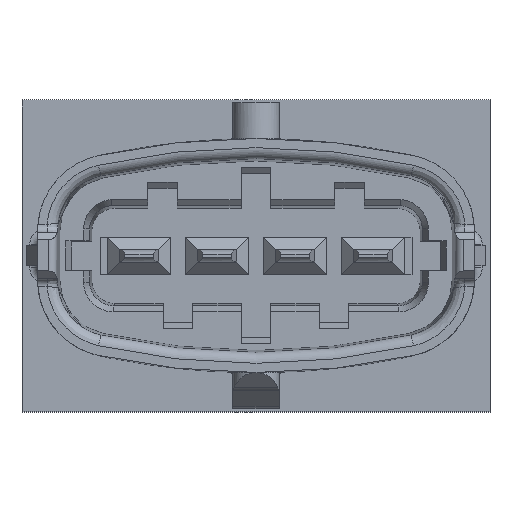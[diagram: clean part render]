
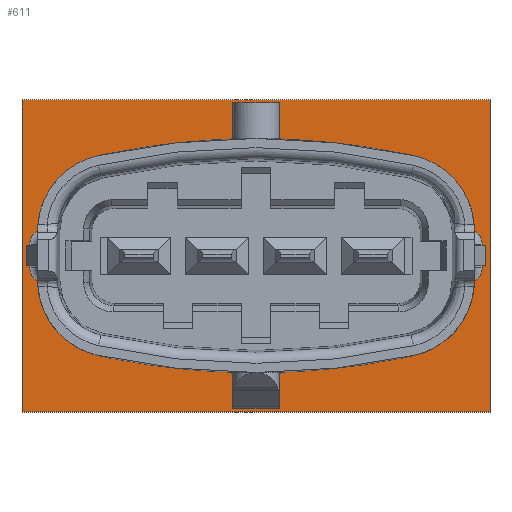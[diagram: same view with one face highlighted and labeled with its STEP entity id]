
A CAD part, top view. The second image highlights one B-rep face of the part: STEP entity #611.
In plain terms, the highlighted planar face has unit normal (0, 0, 1).
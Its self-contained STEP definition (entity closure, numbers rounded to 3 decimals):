
#212=CIRCLE('',#5808,4.);
#213=CIRCLE('',#5809,1.);
#214=CIRCLE('',#5810,47.67);
#215=CIRCLE('',#5811,1.);
#216=CIRCLE('',#5812,4.);
#217=CIRCLE('',#5813,1.);
#218=CIRCLE('',#5814,1.);
#219=CIRCLE('',#5815,4.);
#220=CIRCLE('',#5816,1.);
#221=CIRCLE('',#5817,47.67);
#222=CIRCLE('',#5818,1.);
#223=CIRCLE('',#5819,4.);
#224=CIRCLE('',#5820,1.);
#225=CIRCLE('',#5821,1.);
#498=FACE_BOUND('',#1435,.T.);
#499=FACE_BOUND('',#1436,.T.);
#611=ADVANCED_FACE('PARTBODY',(#498,#499),#906,.T.);
#906=PLANE('',#5822);
#1435=EDGE_LOOP('',(#2256,#2257,#2258,#2259,#2260,#2261,#2262,#2263,#2264,
#2265,#2266,#2267,#2268,#2269,#2270,#2271,#2272,#2273,#2274,#2275,#2276,
#2277,#2278,#2279,#2280,#2281,#2282,#2283));
#1436=EDGE_LOOP('',(#2284,#2285,#2286,#2287));
#2256=ORIENTED_EDGE('',*,*,#4178,.T.);
#2257=ORIENTED_EDGE('',*,*,#4179,.T.);
#2258=ORIENTED_EDGE('',*,*,#4180,.T.);
#2259=ORIENTED_EDGE('',*,*,#4181,.T.);
#2260=ORIENTED_EDGE('',*,*,#4182,.T.);
#2261=ORIENTED_EDGE('',*,*,#4183,.T.);
#2262=ORIENTED_EDGE('',*,*,#4184,.T.);
#2263=ORIENTED_EDGE('',*,*,#4185,.T.);
#2264=ORIENTED_EDGE('',*,*,#4186,.T.);
#2265=ORIENTED_EDGE('',*,*,#4187,.T.);
#2266=ORIENTED_EDGE('',*,*,#4188,.T.);
#2267=ORIENTED_EDGE('',*,*,#4189,.T.);
#2268=ORIENTED_EDGE('',*,*,#4190,.T.);
#2269=ORIENTED_EDGE('',*,*,#4191,.T.);
#2270=ORIENTED_EDGE('',*,*,#4192,.T.);
#2271=ORIENTED_EDGE('',*,*,#4193,.T.);
#2272=ORIENTED_EDGE('',*,*,#4194,.T.);
#2273=ORIENTED_EDGE('',*,*,#4195,.T.);
#2274=ORIENTED_EDGE('',*,*,#4196,.T.);
#2275=ORIENTED_EDGE('',*,*,#4197,.T.);
#2276=ORIENTED_EDGE('',*,*,#4198,.T.);
#2277=ORIENTED_EDGE('',*,*,#4199,.T.);
#2278=ORIENTED_EDGE('',*,*,#4200,.T.);
#2279=ORIENTED_EDGE('',*,*,#4201,.T.);
#2280=ORIENTED_EDGE('',*,*,#4202,.T.);
#2281=ORIENTED_EDGE('',*,*,#4203,.T.);
#2282=ORIENTED_EDGE('',*,*,#4204,.T.);
#2283=ORIENTED_EDGE('',*,*,#4205,.T.);
#2284=ORIENTED_EDGE('',*,*,#4126,.F.);
#2285=ORIENTED_EDGE('',*,*,#4124,.F.);
#2286=ORIENTED_EDGE('',*,*,#4122,.F.);
#2287=ORIENTED_EDGE('',*,*,#4120,.F.);
#3530=VERTEX_POINT('',#8568);
#3531=VERTEX_POINT('',#8570);
#3532=VERTEX_POINT('',#8574);
#3533=VERTEX_POINT('',#8578);
#3569=VERTEX_POINT('',#8830);
#3570=VERTEX_POINT('',#8831);
#3571=VERTEX_POINT('',#8833);
#3572=VERTEX_POINT('',#8835);
#3573=VERTEX_POINT('',#8837);
#3574=VERTEX_POINT('',#8839);
#3575=VERTEX_POINT('',#8841);
#3576=VERTEX_POINT('',#8843);
#3577=VERTEX_POINT('',#8845);
#3578=VERTEX_POINT('',#8847);
#3579=VERTEX_POINT('',#8849);
#3580=VERTEX_POINT('',#8851);
#3581=VERTEX_POINT('',#8853);
#3582=VERTEX_POINT('',#8855);
#3583=VERTEX_POINT('',#8857);
#3584=VERTEX_POINT('',#8859);
#3585=VERTEX_POINT('',#8861);
#3586=VERTEX_POINT('',#8863);
#3587=VERTEX_POINT('',#8865);
#3588=VERTEX_POINT('',#8867);
#3589=VERTEX_POINT('',#8869);
#3590=VERTEX_POINT('',#8871);
#3591=VERTEX_POINT('',#8873);
#3592=VERTEX_POINT('',#8875);
#3593=VERTEX_POINT('',#8877);
#3594=VERTEX_POINT('',#8879);
#3595=VERTEX_POINT('',#8881);
#3596=VERTEX_POINT('',#8883);
#4120=EDGE_CURVE('LINE',#3530,#3531,#4863,.T.);
#4122=EDGE_CURVE('LINE',#3531,#3532,#4865,.T.);
#4124=EDGE_CURVE('LINE',#3532,#3533,#4867,.T.);
#4126=EDGE_CURVE('LINE',#3533,#3530,#4869,.T.);
#4178=EDGE_CURVE('',#3569,#3570,#4893,.T.);
#4179=EDGE_CURVE('',#3570,#3571,#212,.T.);
#4180=EDGE_CURVE('',#3571,#3572,#4894,.T.);
#4181=EDGE_CURVE('',#3572,#3573,#4895,.T.);
#4182=EDGE_CURVE('',#3573,#3574,#213,.T.);
#4183=EDGE_CURVE('',#3574,#3575,#214,.T.);
#4184=EDGE_CURVE('',#3575,#3576,#215,.T.);
#4185=EDGE_CURVE('',#3576,#3577,#4896,.T.);
#4186=EDGE_CURVE('',#3577,#3578,#4897,.T.);
#4187=EDGE_CURVE('',#3578,#3579,#216,.T.);
#4188=EDGE_CURVE('',#3579,#3580,#4898,.T.);
#4189=EDGE_CURVE('',#3580,#3581,#217,.T.);
#4190=EDGE_CURVE('',#3581,#3582,#4899,.T.);
#4191=EDGE_CURVE('',#3582,#3583,#218,.T.);
#4192=EDGE_CURVE('',#3583,#3584,#4900,.T.);
#4193=EDGE_CURVE('',#3584,#3585,#219,.T.);
#4194=EDGE_CURVE('',#3585,#3586,#4901,.T.);
#4195=EDGE_CURVE('',#3586,#3587,#4902,.T.);
#4196=EDGE_CURVE('',#3587,#3588,#220,.T.);
#4197=EDGE_CURVE('',#3588,#3589,#221,.T.);
#4198=EDGE_CURVE('',#3589,#3590,#222,.T.);
#4199=EDGE_CURVE('',#3590,#3591,#4903,.T.);
#4200=EDGE_CURVE('',#3591,#3592,#4904,.T.);
#4201=EDGE_CURVE('',#3592,#3593,#223,.T.);
#4202=EDGE_CURVE('',#3593,#3594,#4905,.T.);
#4203=EDGE_CURVE('',#3594,#3595,#224,.T.);
#4204=EDGE_CURVE('',#3595,#3596,#4906,.T.);
#4205=EDGE_CURVE('',#3596,#3569,#225,.T.);
#4863=LINE('',#8569,#5375);
#4865=LINE('',#8573,#5377);
#4867=LINE('',#8577,#5379);
#4869=LINE('',#8581,#5381);
#4893=LINE('',#8829,#5405);
#4894=LINE('',#8834,#5406);
#4895=LINE('',#8836,#5407);
#4896=LINE('',#8844,#5408);
#4897=LINE('',#8846,#5409);
#4898=LINE('',#8850,#5410);
#4899=LINE('',#8854,#5411);
#4900=LINE('',#8858,#5412);
#4901=LINE('',#8862,#5413);
#4902=LINE('',#8864,#5414);
#4903=LINE('',#8872,#5415);
#4904=LINE('',#8874,#5416);
#4905=LINE('',#8878,#5417);
#4906=LINE('',#8882,#5418);
#5375=VECTOR('',#6604,1.);
#5377=VECTOR('',#6608,1.);
#5379=VECTOR('',#6612,1.);
#5381=VECTOR('',#6616,1.);
#5405=VECTOR('',#6690,1.);
#5406=VECTOR('',#6693,1.);
#5407=VECTOR('',#6694,1.);
#5408=VECTOR('',#6701,1.);
#5409=VECTOR('',#6702,1.);
#5410=VECTOR('',#6705,1.);
#5411=VECTOR('',#6708,1.);
#5412=VECTOR('',#6711,1.);
#5413=VECTOR('',#6714,1.);
#5414=VECTOR('',#6715,1.);
#5415=VECTOR('',#6722,1.);
#5416=VECTOR('',#6723,1.);
#5417=VECTOR('',#6726,1.);
#5418=VECTOR('',#6729,1.);
#5808=AXIS2_PLACEMENT_3D('',#8832,#6691,#6692);
#5809=AXIS2_PLACEMENT_3D('',#8838,#6695,#6696);
#5810=AXIS2_PLACEMENT_3D('',#8840,#6697,#6698);
#5811=AXIS2_PLACEMENT_3D('',#8842,#6699,#6700);
#5812=AXIS2_PLACEMENT_3D('',#8848,#6703,#6704);
#5813=AXIS2_PLACEMENT_3D('',#8852,#6706,#6707);
#5814=AXIS2_PLACEMENT_3D('',#8856,#6709,#6710);
#5815=AXIS2_PLACEMENT_3D('',#8860,#6712,#6713);
#5816=AXIS2_PLACEMENT_3D('',#8866,#6716,#6717);
#5817=AXIS2_PLACEMENT_3D('',#8868,#6718,#6719);
#5818=AXIS2_PLACEMENT_3D('',#8870,#6720,#6721);
#5819=AXIS2_PLACEMENT_3D('',#8876,#6724,#6725);
#5820=AXIS2_PLACEMENT_3D('',#8880,#6727,#6728);
#5821=AXIS2_PLACEMENT_3D('',#8884,#6730,#6731);
#5822=AXIS2_PLACEMENT_3D('',#8885,#6732,#6733);
#6604=DIRECTION('',(-1.,0.,0.));
#6608=DIRECTION('',(0.,1.,0.));
#6612=DIRECTION('',(1.,0.,0.));
#6616=DIRECTION('',(0.,-1.,0.));
#6690=DIRECTION('',(1.,0.,0.));
#6691=DIRECTION('',(0.,0.,-1.));
#6692=DIRECTION('',(1.,0.,0.));
#6693=DIRECTION('',(1.,0.,0.));
#6694=DIRECTION('',(0.,1.,0.));
#6695=DIRECTION('',(0.,0.,-1.));
#6696=DIRECTION('',(1.,0.,0.));
#6697=DIRECTION('',(0.,0.,-1.));
#6698=DIRECTION('',(1.,0.,0.));
#6699=DIRECTION('',(0.,0.,-1.));
#6700=DIRECTION('',(1.,0.,0.));
#6701=DIRECTION('',(0.,-1.,0.));
#6702=DIRECTION('',(1.,0.,0.));
#6703=DIRECTION('',(0.,0.,-1.));
#6704=DIRECTION('',(1.,0.,0.));
#6705=DIRECTION('',(1.,0.,0.));
#6706=DIRECTION('',(0.,0.,-1.));
#6707=DIRECTION('',(1.,0.,0.));
#6708=DIRECTION('',(0.,-1.,0.));
#6709=DIRECTION('',(0.,0.,-1.));
#6710=DIRECTION('',(1.,0.,0.));
#6711=DIRECTION('',(-1.,0.,0.));
#6712=DIRECTION('',(0.,0.,-1.));
#6713=DIRECTION('',(1.,0.,0.));
#6714=DIRECTION('',(-1.,0.,0.));
#6715=DIRECTION('',(0.,-1.,0.));
#6716=DIRECTION('',(0.,0.,-1.));
#6717=DIRECTION('',(1.,0.,0.));
#6718=DIRECTION('',(0.,0.,-1.));
#6719=DIRECTION('',(1.,0.,0.));
#6720=DIRECTION('',(0.,0.,-1.));
#6721=DIRECTION('',(1.,0.,0.));
#6722=DIRECTION('',(0.,1.,0.));
#6723=DIRECTION('',(-1.,0.,0.));
#6724=DIRECTION('',(0.,0.,-1.));
#6725=DIRECTION('',(1.,0.,0.));
#6726=DIRECTION('',(-1.,0.,0.));
#6727=DIRECTION('',(0.,0.,-1.));
#6728=DIRECTION('',(1.,0.,0.));
#6729=DIRECTION('',(0.,1.,0.));
#6730=DIRECTION('',(0.,0.,-1.));
#6731=DIRECTION('',(1.,0.,0.));
#6732=DIRECTION('',(0.,0.,1.));
#6733=DIRECTION('',(1.,0.,0.));
#8568=CARTESIAN_POINT('',(15.,-10.,0.));
#8569=CARTESIAN_POINT('',(0.,-10.,0.));
#8570=CARTESIAN_POINT('',(-15.,-10.,0.));
#8573=CARTESIAN_POINT('',(-15.,0.,0.));
#8574=CARTESIAN_POINT('',(-15.,10.,0.));
#8577=CARTESIAN_POINT('',(0.,10.,0.));
#8578=CARTESIAN_POINT('',(15.,10.,0.));
#8581=CARTESIAN_POINT('',(15.,0.,0.));
#8829=CARTESIAN_POINT('',(-12.992,1.75,0.));
#8830=CARTESIAN_POINT('',(-13.5,1.75,0.));
#8831=CARTESIAN_POINT('',(-12.992,1.75,0.));
#8832=CARTESIAN_POINT('',(-9.,1.5,0.));
#8833=CARTESIAN_POINT('',(-9.,5.5,0.));
#8834=CARTESIAN_POINT('',(-1.75,5.5,0.));
#8835=CARTESIAN_POINT('',(-1.75,5.5,0.));
#8836=CARTESIAN_POINT('',(-1.75,6.994,0.));
#8837=CARTESIAN_POINT('',(-1.75,6.994,0.));
#8838=CARTESIAN_POINT('',(-0.75,6.994,0.));
#8839=CARTESIAN_POINT('',(-0.766,7.994,0.));
#8840=CARTESIAN_POINT('',(0.,-39.67,0.));
#8841=CARTESIAN_POINT('',(0.766,7.994,0.));
#8842=CARTESIAN_POINT('',(0.75,6.994,0.));
#8843=CARTESIAN_POINT('',(1.75,6.994,0.));
#8844=CARTESIAN_POINT('',(1.75,5.5,0.));
#8845=CARTESIAN_POINT('',(1.75,5.5,0.));
#8846=CARTESIAN_POINT('',(9.,5.5,0.));
#8847=CARTESIAN_POINT('',(9.,5.5,0.));
#8848=CARTESIAN_POINT('',(9.,1.5,0.));
#8849=CARTESIAN_POINT('',(12.992,1.75,0.));
#8850=CARTESIAN_POINT('',(13.5,1.75,0.));
#8851=CARTESIAN_POINT('',(13.5,1.75,0.));
#8852=CARTESIAN_POINT('',(13.5,0.75,0.));
#8853=CARTESIAN_POINT('',(14.5,0.75,0.));
#8854=CARTESIAN_POINT('',(14.5,0.,0.));
#8855=CARTESIAN_POINT('',(14.5,-0.75,0.));
#8856=CARTESIAN_POINT('',(13.5,-0.75,0.));
#8857=CARTESIAN_POINT('',(13.5,-1.75,0.));
#8858=CARTESIAN_POINT('',(12.992,-1.75,0.));
#8859=CARTESIAN_POINT('',(12.992,-1.75,0.));
#8860=CARTESIAN_POINT('',(9.,-1.5,0.));
#8861=CARTESIAN_POINT('',(9.,-5.5,0.));
#8862=CARTESIAN_POINT('',(1.75,-5.5,0.));
#8863=CARTESIAN_POINT('',(1.75,-5.5,0.));
#8864=CARTESIAN_POINT('',(1.75,-6.994,0.));
#8865=CARTESIAN_POINT('',(1.75,-6.994,0.));
#8866=CARTESIAN_POINT('',(0.75,-6.994,0.));
#8867=CARTESIAN_POINT('',(0.766,-7.994,0.));
#8868=CARTESIAN_POINT('',(0.,39.67,0.));
#8869=CARTESIAN_POINT('',(-0.766,-7.994,0.));
#8870=CARTESIAN_POINT('',(-0.75,-6.994,0.));
#8871=CARTESIAN_POINT('',(-1.75,-6.994,0.));
#8872=CARTESIAN_POINT('',(-1.75,-5.5,0.));
#8873=CARTESIAN_POINT('',(-1.75,-5.5,0.));
#8874=CARTESIAN_POINT('',(-9.,-5.5,0.));
#8875=CARTESIAN_POINT('',(-9.,-5.5,0.));
#8876=CARTESIAN_POINT('',(-9.,-1.5,0.));
#8877=CARTESIAN_POINT('',(-12.992,-1.75,0.));
#8878=CARTESIAN_POINT('',(-13.5,-1.75,0.));
#8879=CARTESIAN_POINT('',(-13.5,-1.75,0.));
#8880=CARTESIAN_POINT('',(-13.5,-0.75,0.));
#8881=CARTESIAN_POINT('',(-14.5,-0.75,0.));
#8882=CARTESIAN_POINT('',(-14.5,0.,0.));
#8883=CARTESIAN_POINT('',(-14.5,0.75,0.));
#8884=CARTESIAN_POINT('',(-13.5,0.75,0.));
#8885=CARTESIAN_POINT('',(0.,0.,0.));
